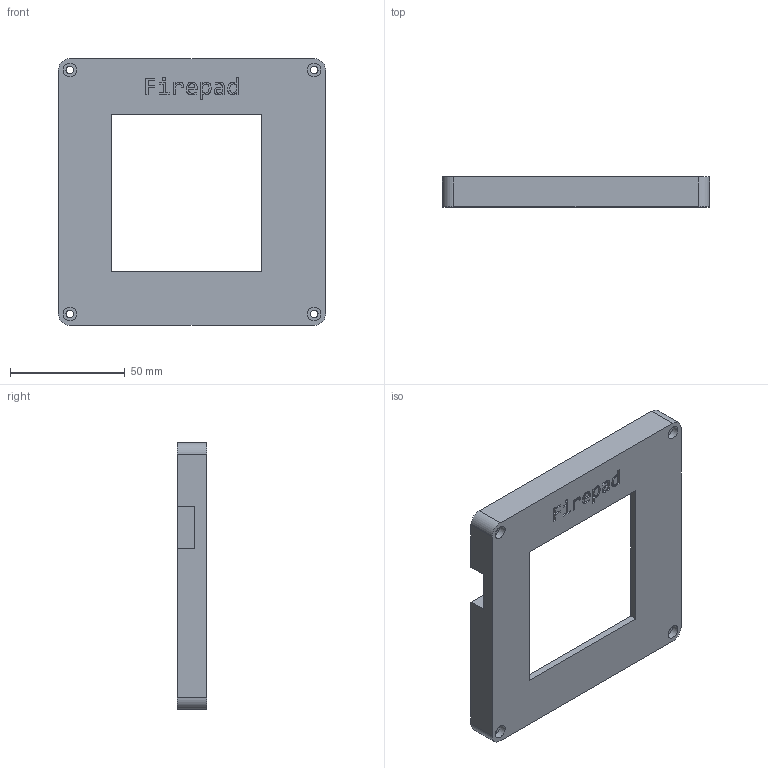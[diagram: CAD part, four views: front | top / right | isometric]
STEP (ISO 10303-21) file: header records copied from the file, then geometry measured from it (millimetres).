
FILE_DESCRIPTION(/* description */ (''),/* implementation_level */ '2;1');
FILE_NAME(/* name */ 'bfd9f5ff-f4d6-4d1d-a49f-44654f60841e.step',/* time_stamp */ '2025-05-03T17:49:22Z',/* author */ (''),/* organization */ (''),/* preprocessor_version */ 'ST-DEVELOPER v20.1',/* originating_system */ 'Autodesk Translation Framework v14.4.0.0',/* authorisation */ '');
FILE_SCHEMA (('AUTOMOTIVE_DESIGN { 1 0 10303 214 3 1 1 }'));
Length unit declared in the file: millimetre
Products named in the file (2): Firepad v1; Firepad-v1
Assembly tree (1 placements, depth 2):
  Firepad v1
    Firepad-v1
Bounding box: 116.4 x 13 x 116.3 mm (x, y, z)
Volume: 65359.7 mm3; surface area: 29353.8 mm2
Topology: 1 solids, 1 shells, 225 faces, 621 edges, 414 vertices
Faces by surface type: bspline 130, plane 83, cylinder 12
Full cylindrical faces by diameter (mm): 3.4 x4, 6 x4
Entity records: 8412 total; most frequent: CARTESIAN_POINT 3473, ORIENTED_EDGE 1242, EDGE_CURVE 621, DIRECTION 581, VERTEX_POINT 414, LINE 337, VECTOR 337, B_SPLINE_CURVE_WITH_KNOTS 260
